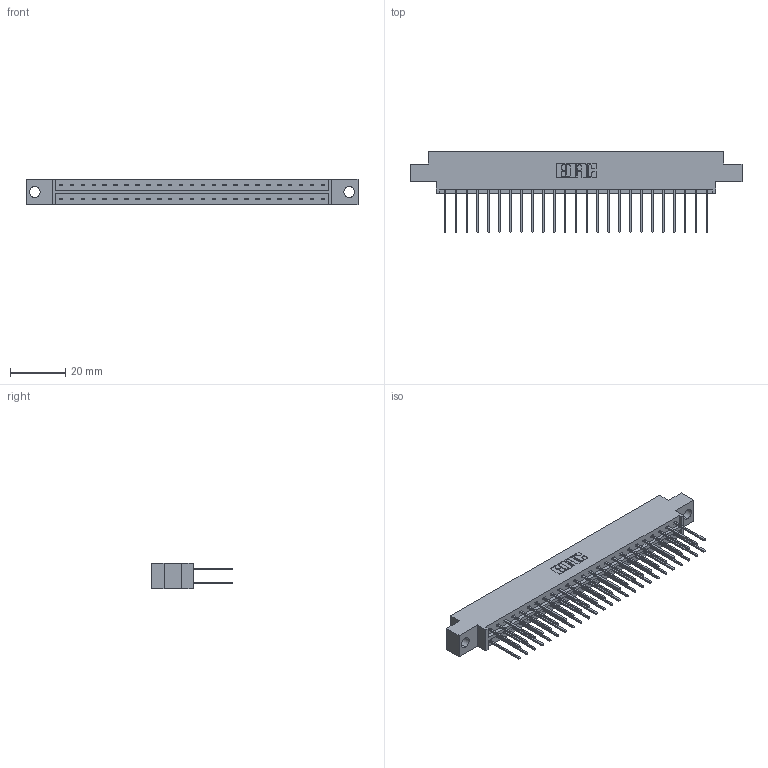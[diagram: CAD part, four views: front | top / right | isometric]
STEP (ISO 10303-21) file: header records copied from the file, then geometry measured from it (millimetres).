
FILE_DESCRIPTION (( 'STEP AP203' ), '1' );
FILE_NAME ('833-050-540-804.STEP', '2020-06-04T17:32:52', ( '' ), ( '' ), 'SwSTEP 2.0', 'SolidWorks 2020', '' );
FILE_SCHEMA (( 'CONFIG_CONTROL_DESIGN' ));
Length unit declared in the file: inch
Products named in the file (3): 833 Part_Offset - .156 Dia - TH; 833-050-540-804; 345-292-001_345-293-140
Assembly tree (51 placements, depth 2):
  833-050-540-804
    833 Part_Offset - .156 Dia - TH
    345-292-001_345-293-140  x50
Bounding box: 120.6 x 29.47 x 9.4 mm (x, y, z)
Volume: 12027.4 mm3; surface area: 14987.5 mm2
Topology: 51 solids, 51 shells, 2718 faces, 8073 edges, 5314 vertices
Faces by surface type: plane 1874, cylinder 844
Entity records: 18435 total; most frequent: CARTESIAN_POINT 3078, ORIENTED_EDGE 3014, DIRECTION 2659, EDGE_CURVE 1507, VECTOR 1379, LINE 1379, VERTEX_POINT 1002, AXIS2_PLACEMENT_3D 640
